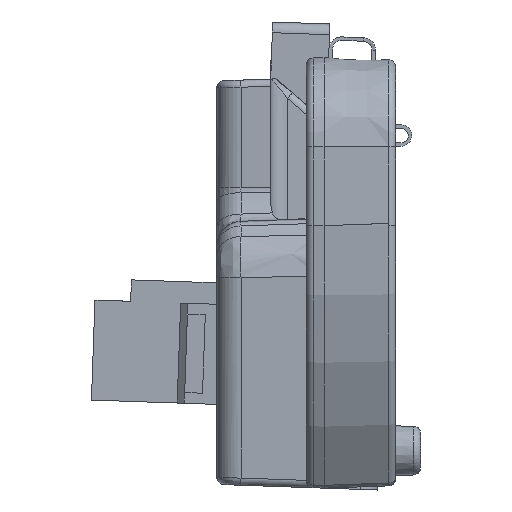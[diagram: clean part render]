
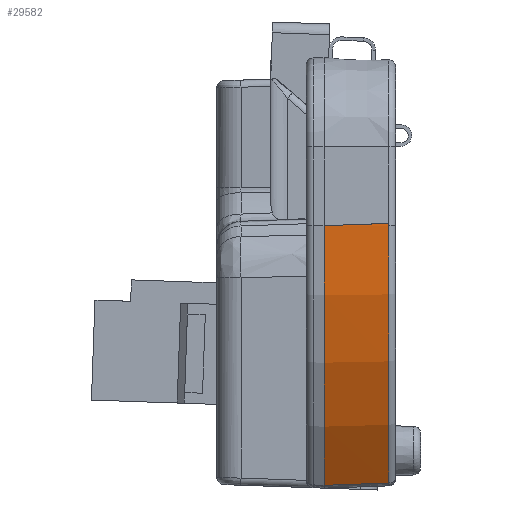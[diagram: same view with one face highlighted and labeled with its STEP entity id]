
A CAD part, left-side view. The second image highlights one B-rep face of the part: STEP entity #29582.
In plain terms, the highlighted conical face has half-angle 2 degrees and reference radius 12 mm.
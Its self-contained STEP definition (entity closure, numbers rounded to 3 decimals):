
#403 = CARTESIAN_POINT ( 'NONE',  ( -14.937, 0.193, 1.295 ) ) ;
#896 = ORIENTED_EDGE ( 'NONE', *, *, #16710, .T. ) ;
#935 = DIRECTION ( 'NONE',  ( 0., 1., 0. ) ) ;
#1763 = CARTESIAN_POINT ( 'NONE',  ( -14.936, 0.185, 1.359 ) ) ;
#2693 = CARTESIAN_POINT ( 'NONE',  ( -12.55, 2., -5.971 ) ) ;
#2841 = DIRECTION ( 'NONE',  ( 0., 0., 1. ) ) ;
#2843 = CARTESIAN_POINT ( 'NONE',  ( -12.519, 0.193, -5.908 ) ) ;
#4725 = CONICAL_SURFACE ( 'NONE', #14243, 12., 0.035 ) ;
#6264 = CARTESIAN_POINT ( 'NONE',  ( -3., 2., 1.295 ) ) ;
#6940 = VERTEX_POINT ( 'NONE', #13336 ) ;
#7212 = CARTESIAN_POINT ( 'NONE',  ( -14.936, 0.185, 1.359 ) ) ;
#7504 = ORIENTED_EDGE ( 'NONE', *, *, #34623, .T. ) ;
#9954 = DIRECTION ( 'NONE',  ( 0., -1., 0. ) ) ;
#12896 = DIRECTION ( 'NONE',  ( 0., 1., 0. ) ) ;
#13336 = CARTESIAN_POINT ( 'NONE',  ( -12.519, 0.193, -5.908 ) ) ;
#13940 = EDGE_LOOP ( 'NONE', ( #14570, #31071, #896, #7504, #32393 ) ) ;
#14038 = CIRCLE ( 'NONE', #26240, 11.937 ) ;
#14243 = AXIS2_PLACEMENT_3D ( 'NONE', #6264, #12896, #2841 ) ;
#14570 = ORIENTED_EDGE ( 'NONE', *, *, #22480, .T. ) ;
#16180 = CARTESIAN_POINT ( 'NONE',  ( -12.55, 2., -5.971 ) ) ;
#16710 = EDGE_CURVE ( 'NONE', #6940, #41987, #14038, .T. ) ;
#17427 = AXIS2_PLACEMENT_3D ( 'NONE', #30205, #9954, #33609 ) ;
#18753 = CARTESIAN_POINT ( 'NONE',  ( -15., 2., 1.295 ) ) ;
#19697 = CARTESIAN_POINT ( 'NONE',  ( -12.543, 1.6, -5.957 ) ) ;
#20894 = CARTESIAN_POINT ( 'NONE',  ( -15., 2., 1.295 ) ) ;
#21188 = CARTESIAN_POINT ( 'NONE',  ( -3., 0.193, 1.295 ) ) ;
#22405 = VERTEX_POINT ( 'NONE', #16180 ) ;
#22480 = EDGE_CURVE ( 'NONE', #42921, #22405, #27417, .T. ) ;
#23123 = CARTESIAN_POINT ( 'NONE',  ( -12.527, 0.662, -5.924 ) ) ;
#24054 = CARTESIAN_POINT ( 'NONE',  ( -14.937, 0.19, 1.316 ) ) ;
#24583 = DIRECTION ( 'NONE',  ( 0., 0., 1. ) ) ;
#26240 = AXIS2_PLACEMENT_3D ( 'NONE', #21188, #935, #24583 ) ;
#27417 = CIRCLE ( 'NONE', #17427, 12. ) ;
#27449 = CARTESIAN_POINT ( 'NONE',  ( -14.937, 0.188, 1.338 ) ) ;
#27977 = CARTESIAN_POINT ( 'NONE',  ( -14.936, 0.185, 1.359 ) ) ;
#28268 = B_SPLINE_CURVE_WITH_KNOTS ( 'NONE', 3,
 ( #1763, #28836, #39006, #18753 ),
 .UNSPECIFIED., .F., .F.,
 ( 4, 4 ),
 ( 0., 0.002 ),
 .UNSPECIFIED. ) ;
#28836 = CARTESIAN_POINT ( 'NONE',  ( -14.958, 0.79, 1.338 ) ) ;
#29141 = B_SPLINE_CURVE_WITH_KNOTS ( 'NONE', 3,
 ( #403, #24054, #27449, #7212 ),
 .UNSPECIFIED., .F., .F.,
 ( 4, 4 ),
 ( 0., 0. ),
 .UNSPECIFIED. ) ;
#29582 = ADVANCED_FACE ( 'NONE', ( #33805 ), #4725, .T. ) ;
#30205 = CARTESIAN_POINT ( 'NONE',  ( -3., 2., 1.295 ) ) ;
#31071 = ORIENTED_EDGE ( 'NONE', *, *, #38759, .T. ) ;
#31942 = B_SPLINE_CURVE_WITH_KNOTS ( 'NONE', 3,
 ( #2693, #36422, #39942, #19697, #43338, #23123, #2843 ),
 .UNSPECIFIED., .F., .F.,
 ( 4, 3, 4 ),
 ( 0., 0., 0.002 ),
 .UNSPECIFIED. ) ;
#32393 = ORIENTED_EDGE ( 'NONE', *, *, #40865, .T. ) ;
#33609 = DIRECTION ( 'NONE',  ( 0., 0., 1. ) ) ;
#33805 = FACE_OUTER_BOUND ( 'NONE', #13940, .T. ) ;
#34623 = EDGE_CURVE ( 'NONE', #41987, #35274, #29141, .T. ) ;
#35197 = CARTESIAN_POINT ( 'NONE',  ( -14.937, 0.193, 1.295 ) ) ;
#35274 = VERTEX_POINT ( 'NONE', #27977 ) ;
#36422 = CARTESIAN_POINT ( 'NONE',  ( -12.548, 1.867, -5.966 ) ) ;
#38759 = EDGE_CURVE ( 'NONE', #22405, #6940, #31942, .T. ) ;
#39006 = CARTESIAN_POINT ( 'NONE',  ( -14.979, 1.395, 1.316 ) ) ;
#39942 = CARTESIAN_POINT ( 'NONE',  ( -12.545, 1.734, -5.962 ) ) ;
#40865 = EDGE_CURVE ( 'NONE', #35274, #42921, #28268, .T. ) ;
#41987 = VERTEX_POINT ( 'NONE', #35197 ) ;
#42921 = VERTEX_POINT ( 'NONE', #20894 ) ;
#43338 = CARTESIAN_POINT ( 'NONE',  ( -12.535, 1.131, -5.941 ) ) ;
